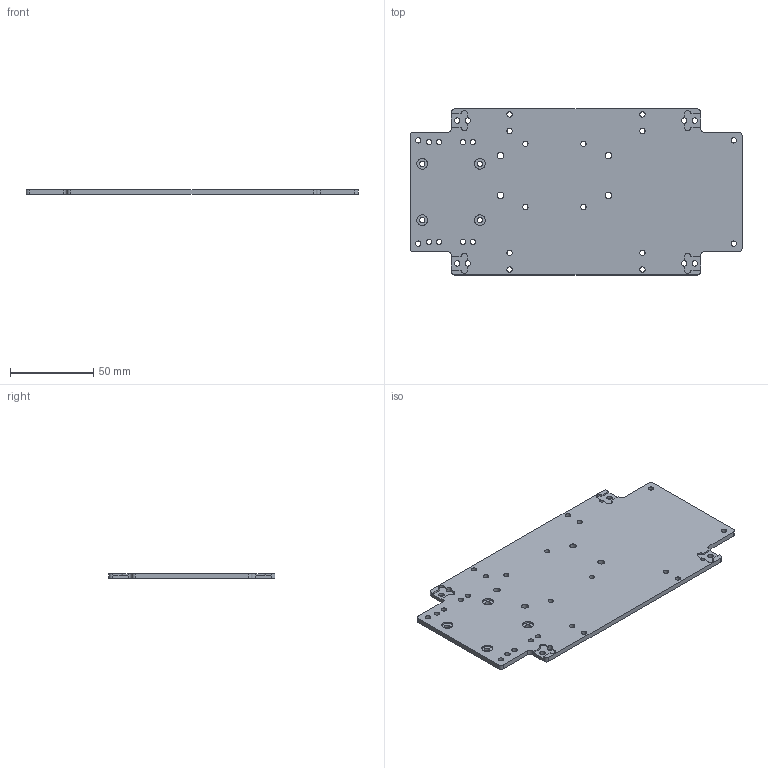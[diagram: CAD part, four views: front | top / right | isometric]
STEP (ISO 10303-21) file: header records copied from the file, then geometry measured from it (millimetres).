
FILE_DESCRIPTION(/* description */ (''),/* implementation_level */ '2;1');
FILE_NAME(/* name */ 'FootSoleFrame_MIR.stp',/* time_stamp */ '2024-06-14T18:13:10+09:00',/* author */ ('masato'),/* organization */ (''),/* preprocessor_version */ 'ST-DEVELOPER v20',/* originating_system */ 'Autodesk Inventor 2024',/* authorisation */ '');
FILE_SCHEMA (('AUTOMOTIVE_DESIGN { 1 0 10303 214 3 1 1 }'));
Length unit declared in the file: millimetre
Products named in the file (1): FootSoleFrame_MIR
Bounding box: 200 x 100 x 3 mm (x, y, z)
Volume: 54404.4 mm3; surface area: 39622.1 mm2
Topology: 1 solids, 1 shells, 102 faces, 300 edges, 200 vertices
Faces by surface type: cylinder 64, plane 38
Full cylindrical faces by diameter (mm): 3.2 x36, 4 x4, 6.5 x4
Entity records: 3770 total; most frequent: DIRECTION 642, CARTESIAN_POINT 603, ORIENTED_EDGE 600, EDGE_CURVE 300, AXIS2_PLACEMENT_3D 239, VERTEX_POINT 200, EDGE_LOOP 182, LINE 164
